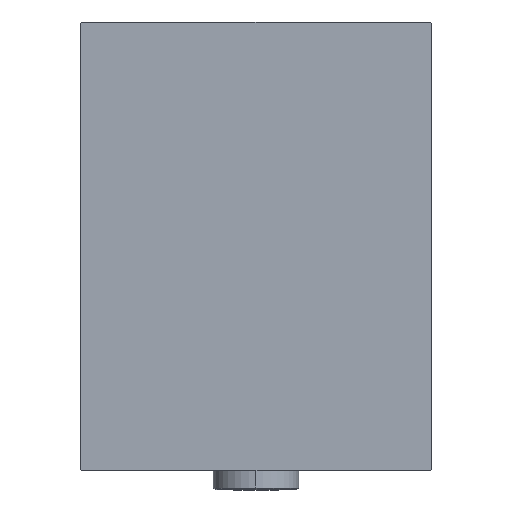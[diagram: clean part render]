
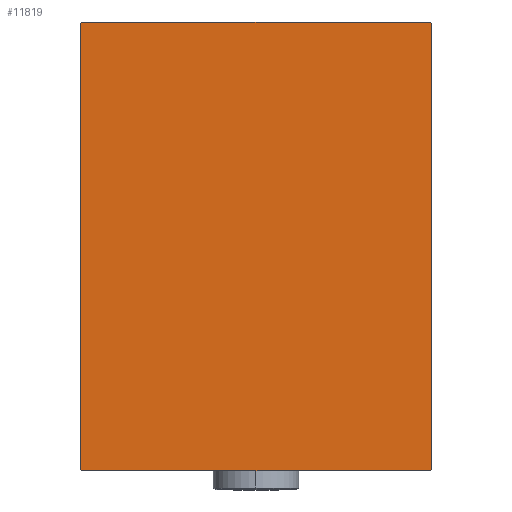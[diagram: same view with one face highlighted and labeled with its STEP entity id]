
A CAD part, left-side view. The second image highlights one B-rep face of the part: STEP entity #11819.
In plain terms, the highlighted face is planar.
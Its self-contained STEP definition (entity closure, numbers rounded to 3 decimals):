
#60 = ORIENTED_EDGE ( 'NONE', *, *, #18728, .T. ) ;
#278 = ORIENTED_EDGE ( 'NONE', *, *, #16950, .T. ) ;
#1346 = CARTESIAN_POINT ( 'NONE',  ( 108., 45., -57.5 ) ) ;
#1401 = EDGE_CURVE ( 'NONE', #6272, #5452, #31841, .T. ) ;
#1415 = DIRECTION ( 'NONE',  ( 1., 0., 0. ) ) ;
#1587 = CARTESIAN_POINT ( 'NONE',  ( 108., 51.1, 51.1 ) ) ;
#1938 = ORIENTED_EDGE ( 'NONE', *, *, #1401, .T. ) ;
#3593 = CARTESIAN_POINT ( 'NONE',  ( 108., -45., -57.2 ) ) ;
#5207 = PLANE ( 'NONE',  #38437 ) ;
#5452 = VERTEX_POINT ( 'NONE', #24704 ) ;
#5574 = LINE ( 'NONE', #12472, #43484 ) ;
#6272 = VERTEX_POINT ( 'NONE', #33858 ) ;
#6981 = VECTOR ( 'NONE', #14932, 1000. ) ;
#8277 = DIRECTION ( 'NONE',  ( 0., -0.707, 0.707 ) ) ;
#9507 = ORIENTED_EDGE ( 'NONE', *, *, #10414, .T. ) ;
#10414 = EDGE_CURVE ( 'NONE', #39583, #18045, #27740, .T. ) ;
#11452 = ORIENTED_EDGE ( 'NONE', *, *, #15094, .T. ) ;
#11819 = ADVANCED_FACE ( 'NONE', ( #32140 ), #5207, .T. ) ;
#12195 = ORIENTED_EDGE ( 'NONE', *, *, #34893, .T. ) ;
#12472 = CARTESIAN_POINT ( 'NONE',  ( 108., -45., 57.5 ) ) ;
#12544 = DIRECTION ( 'NONE',  ( 0., 0., -1. ) ) ;
#12688 = DIRECTION ( 'NONE',  ( 0., 0., -1. ) ) ;
#13000 = VECTOR ( 'NONE', #25996, 1000. ) ;
#13290 = DIRECTION ( 'NONE',  ( 0., 0.707, -0.707 ) ) ;
#13494 = CARTESIAN_POINT ( 'NONE',  ( 108., -51.1, 51.1 ) ) ;
#13723 = CARTESIAN_POINT ( 'NONE',  ( 108., -51.1, -51.1 ) ) ;
#14932 = DIRECTION ( 'NONE',  ( 0., 0., 1. ) ) ;
#15094 = EDGE_CURVE ( 'NONE', #23700, #39970, #33330, .T. ) ;
#15845 = VECTOR ( 'NONE', #27831, 1000. ) ;
#15910 = ORIENTED_EDGE ( 'NONE', *, *, #41069, .T. ) ;
#16440 = CARTESIAN_POINT ( 'NONE',  ( 108., -44.7, 57.5 ) ) ;
#16950 = EDGE_CURVE ( 'NONE', #39970, #32290, #31924, .T. ) ;
#17643 = EDGE_LOOP ( 'NONE', ( #278, #60, #1938, #12195, #15910, #9507, #34124, #11452 ) ) ;
#18045 = VERTEX_POINT ( 'NONE', #21665 ) ;
#18728 = EDGE_CURVE ( 'NONE', #32290, #6272, #18874, .T. ) ;
#18874 = LINE ( 'NONE', #25775, #13000 ) ;
#20040 = VECTOR ( 'NONE', #13290, 1000. ) ;
#21425 = VECTOR ( 'NONE', #41107, 1000. ) ;
#21665 = CARTESIAN_POINT ( 'NONE',  ( 108., -45., 57.2 ) ) ;
#21699 = CARTESIAN_POINT ( 'NONE',  ( 108., 0., 0. ) ) ;
#22349 = CARTESIAN_POINT ( 'NONE',  ( 108., 44.7, -57.5 ) ) ;
#23700 = VERTEX_POINT ( 'NONE', #3593 ) ;
#24262 = LINE ( 'NONE', #41648, #15845 ) ;
#24704 = CARTESIAN_POINT ( 'NONE',  ( 108., 45., 57.2 ) ) ;
#25200 = LINE ( 'NONE', #1587, #33551 ) ;
#25775 = CARTESIAN_POINT ( 'NONE',  ( 108., 51.1, -51.1 ) ) ;
#25996 = DIRECTION ( 'NONE',  ( 0., 0.707, 0.707 ) ) ;
#27740 = LINE ( 'NONE', #13494, #21425 ) ;
#27831 = DIRECTION ( 'NONE',  ( 0., -1., 0. ) ) ;
#28609 = CARTESIAN_POINT ( 'NONE',  ( 108., -45., -57.5 ) ) ;
#31841 = LINE ( 'NONE', #1346, #6981 ) ;
#31924 = LINE ( 'NONE', #28609, #37136 ) ;
#32140 = FACE_OUTER_BOUND ( 'NONE', #17643, .T. ) ;
#32290 = VERTEX_POINT ( 'NONE', #22349 ) ;
#33330 = LINE ( 'NONE', #13723, #20040 ) ;
#33551 = VECTOR ( 'NONE', #8277, 1000. ) ;
#33858 = CARTESIAN_POINT ( 'NONE',  ( 108., 45., -57.2 ) ) ;
#34124 = ORIENTED_EDGE ( 'NONE', *, *, #37499, .T. ) ;
#34589 = CARTESIAN_POINT ( 'NONE',  ( 108., -44.7, -57.5 ) ) ;
#34893 = EDGE_CURVE ( 'NONE', #5452, #41000, #25200, .T. ) ;
#37136 = VECTOR ( 'NONE', #38859, 1000. ) ;
#37499 = EDGE_CURVE ( 'NONE', #18045, #23700, #5574, .T. ) ;
#38297 = CARTESIAN_POINT ( 'NONE',  ( 108., 44.7, 57.5 ) ) ;
#38437 = AXIS2_PLACEMENT_3D ( 'NONE', #21699, #1415, #12544 ) ;
#38859 = DIRECTION ( 'NONE',  ( 0., 1., 0. ) ) ;
#39583 = VERTEX_POINT ( 'NONE', #16440 ) ;
#39970 = VERTEX_POINT ( 'NONE', #34589 ) ;
#41000 = VERTEX_POINT ( 'NONE', #38297 ) ;
#41069 = EDGE_CURVE ( 'NONE', #41000, #39583, #24262, .T. ) ;
#41107 = DIRECTION ( 'NONE',  ( 0., -0.707, -0.707 ) ) ;
#41648 = CARTESIAN_POINT ( 'NONE',  ( 108., 45., 57.5 ) ) ;
#43484 = VECTOR ( 'NONE', #12688, 1000. ) ;
